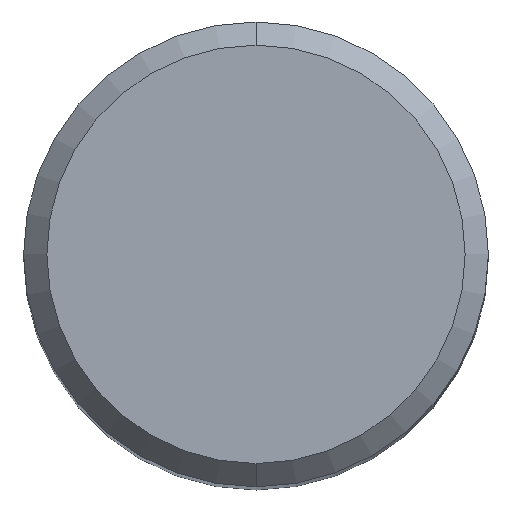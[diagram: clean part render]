
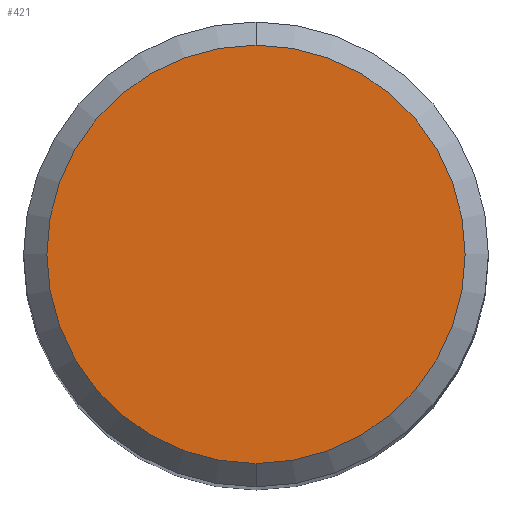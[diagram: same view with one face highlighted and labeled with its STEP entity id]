
A CAD part, top view. The second image highlights one B-rep face of the part: STEP entity #421.
In plain terms, the highlighted planar face has unit normal (0, 0, 1).
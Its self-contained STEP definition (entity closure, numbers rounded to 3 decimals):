
#205=EDGE_CURVE('',#311,#221,#499,.T.);
#221=VERTEX_POINT('',#518);
#311=VERTEX_POINT('',#615);
#339=EDGE_CURVE('',#221,#311,#649,.T.);
#421=ADVANCED_FACE('',(#737),#738,.T.);
#499=CIRCLE('',#850,4.5);
#518=CARTESIAN_POINT('',(0.0,4.5,0.));
#615=CARTESIAN_POINT('',(0.,-4.5,0.));
#649=CIRCLE('',#1200,4.5);
#737=FACE_OUTER_BOUND('',#1361,.T.);
#738=PLANE('',#1362);
#850=AXIS2_PLACEMENT_3D('',#1464,#1465,#1466);
#1200=AXIS2_PLACEMENT_3D('',#1635,#1636,#1637);
#1361=EDGE_LOOP('',(#1720,#1721));
#1362=AXIS2_PLACEMENT_3D('',#1722,#1723,#1724);
#1464=CARTESIAN_POINT('',(0.0,0.0,0.));
#1465=DIRECTION('',(0.0,0.0,-1.0));
#1466=DIRECTION('',(0.0,1.0,0.0));
#1635=CARTESIAN_POINT('',(0.0,0.0,0.));
#1636=DIRECTION('',(0.0,0.0,-1.0));
#1637=DIRECTION('',(0.0,1.0,0.0));
#1720=ORIENTED_EDGE('',*,*,#339,.F.);
#1721=ORIENTED_EDGE('',*,*,#205,.F.);
#1722=CARTESIAN_POINT('',(0.0,2.25,0.));
#1723=DIRECTION('',(-0.0,0.0,1.0));
#1724=DIRECTION('',(0.0,-1.0,0.0));
